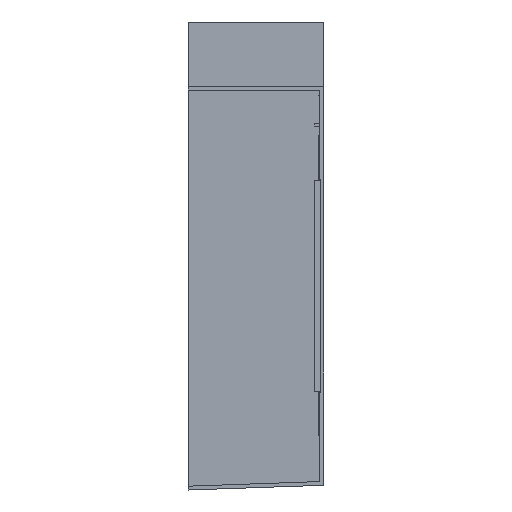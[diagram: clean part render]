
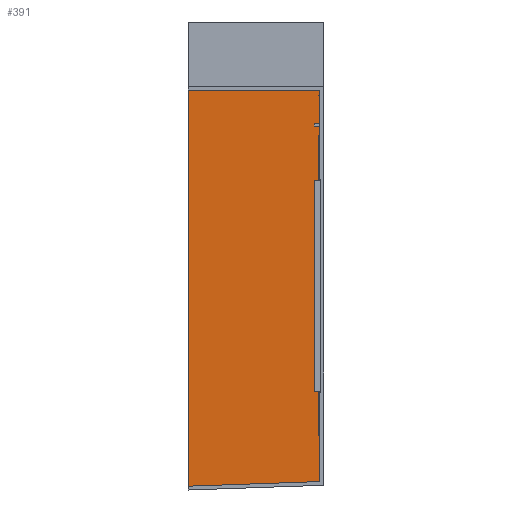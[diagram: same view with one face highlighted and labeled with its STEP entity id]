
A CAD part, front view. The second image highlights one B-rep face of the part: STEP entity #391.
In plain terms, the highlighted planar face has unit normal (-0.035, -0.999, 0).
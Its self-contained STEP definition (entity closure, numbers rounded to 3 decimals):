
#37 = CARTESIAN_POINT ( 'NONE',  ( 79.639, 105.348, -87.698 ) ) ;
#72 = CARTESIAN_POINT ( 'NONE',  ( 7.451, 107.869, 160. ) ) ;
#135 = EDGE_CURVE ( 'NONE', #578, #1708, #782, .T. ) ;
#142 = CARTESIAN_POINT ( 'NONE',  ( 71., 105.65, 160. ) ) ;
#170 = EDGE_CURVE ( 'NONE', #578, #909, #353, .T. ) ;
#180 = VECTOR ( 'NONE', #318, 1000. ) ;
#184 = ORIENTED_EDGE ( 'NONE', *, *, #135, .T. ) ;
#185 = DIRECTION ( 'NONE',  ( 0.999, -0.035, 0. ) ) ;
#237 = EDGE_CURVE ( 'NONE', #909, #759, #845, .T. ) ;
#245 = DIRECTION ( 'NONE',  ( -0.035, -0.999, 0. ) ) ;
#275 = ORIENTED_EDGE ( 'NONE', *, *, #237, .F. ) ;
#318 = DIRECTION ( 'NONE',  ( 0., 0., -1. ) ) ;
#353 = LINE ( 'NONE', #72, #800 ) ;
#391 = ADVANCED_FACE ( 'NONE', ( #996 ), #476, .T. ) ;
#417 = DIRECTION ( 'NONE',  ( 0.999, -0.035, 0. ) ) ;
#476 = PLANE ( 'NONE',  #614 ) ;
#528 = DIRECTION ( 'NONE',  ( 0.999, -0.035, 0.035 ) ) ;
#578 = VERTEX_POINT ( 'NONE', #1821 ) ;
#586 = CARTESIAN_POINT ( 'NONE',  ( 71., 105.65, 160. ) ) ;
#614 = AXIS2_PLACEMENT_3D ( 'NONE', #586, #245, #417 ) ;
#615 = EDGE_LOOP ( 'NONE', ( #184, #951, #275, #1415 ) ) ;
#705 = CARTESIAN_POINT ( 'NONE',  ( 71., 105.65, 160. ) ) ;
#735 = EDGE_CURVE ( 'NONE', #1708, #759, #953, .T. ) ;
#759 = VERTEX_POINT ( 'NONE', #1499 ) ;
#782 = LINE ( 'NONE', #1480, #1750 ) ;
#800 = VECTOR ( 'NONE', #185, 1000. ) ;
#808 = CARTESIAN_POINT ( 'NONE',  ( 0., 108.129, -90.479 ) ) ;
#845 = LINE ( 'NONE', #142, #180 ) ;
#909 = VERTEX_POINT ( 'NONE', #705 ) ;
#951 = ORIENTED_EDGE ( 'NONE', *, *, #735, .T. ) ;
#953 = LINE ( 'NONE', #37, #1244 ) ;
#996 = FACE_OUTER_BOUND ( 'NONE', #615, .T. ) ;
#1244 = VECTOR ( 'NONE', #528, 1000. ) ;
#1326 = DIRECTION ( 'NONE',  ( 0., 0., -1. ) ) ;
#1415 = ORIENTED_EDGE ( 'NONE', *, *, #170, .F. ) ;
#1480 = CARTESIAN_POINT ( 'NONE',  ( 0., 108.129, 160. ) ) ;
#1499 = CARTESIAN_POINT ( 'NONE',  ( 71., 105.65, -88. ) ) ;
#1708 = VERTEX_POINT ( 'NONE', #808 ) ;
#1750 = VECTOR ( 'NONE', #1326, 1000. ) ;
#1821 = CARTESIAN_POINT ( 'NONE',  ( 0., 108.129, 160. ) ) ;
